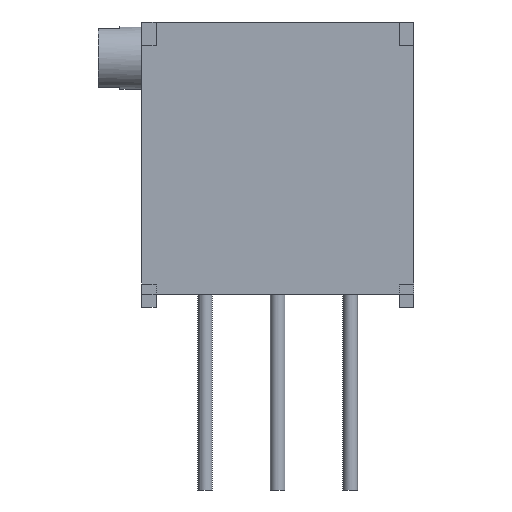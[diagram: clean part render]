
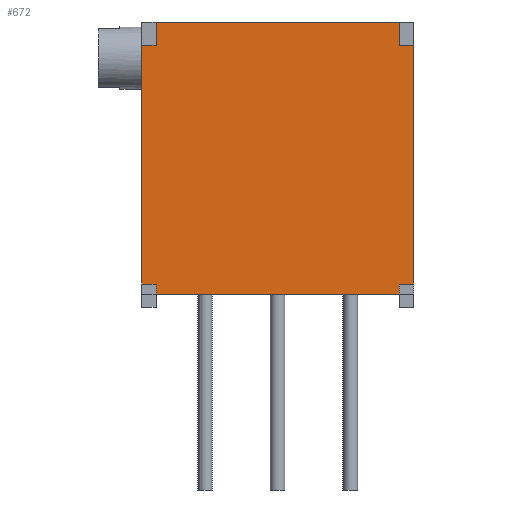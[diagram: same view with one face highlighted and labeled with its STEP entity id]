
A CAD part, left-side view. The second image highlights one B-rep face of the part: STEP entity #672.
In plain terms, the highlighted planar face has unit normal (-1, 0, 0).
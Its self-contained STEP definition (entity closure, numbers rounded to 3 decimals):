
#158 = VERTEX_POINT('',#159);
#159 = CARTESIAN_POINT('',(-3.69,-1.72,9.98));
#277 = VERTEX_POINT('',#278);
#278 = CARTESIAN_POINT('',(-3.69,-2.23,9.17));
#301 = EDGE_CURVE('',#158,#302,#304,.T.);
#302 = VERTEX_POINT('',#303);
#303 = CARTESIAN_POINT('',(-3.69,-1.72,9.17));
#304 = LINE('',#305,#306);
#305 = CARTESIAN_POINT('',(-3.69,-1.72,9.98));
#306 = VECTOR('',#307,1.);
#307 = DIRECTION('',(0.,0.,-1.));
#309 = EDGE_CURVE('',#302,#277,#310,.T.);
#310 = LINE('',#311,#312);
#311 = CARTESIAN_POINT('',(-3.69,-1.72,9.17));
#312 = VECTOR('',#313,1.);
#313 = DIRECTION('',(0.,-1.,0.));
#324 = EDGE_CURVE('',#325,#158,#327,.T.);
#325 = VERTEX_POINT('',#326);
#326 = CARTESIAN_POINT('',(-3.69,6.79,9.98));
#327 = LINE('',#328,#329);
#328 = CARTESIAN_POINT('',(-3.69,7.3,9.98));
#329 = VECTOR('',#330,1.);
#330 = DIRECTION('',(0.,-1.,0.));
#374 = VERTEX_POINT('',#375);
#375 = CARTESIAN_POINT('',(-3.69,-1.72,0.46));
#419 = EDGE_CURVE('',#277,#420,#422,.T.);
#420 = VERTEX_POINT('',#421);
#421 = CARTESIAN_POINT('',(-3.69,-2.23,0.81));
#422 = LINE('',#423,#424);
#423 = CARTESIAN_POINT('',(-3.69,-2.23,9.98));
#424 = VECTOR('',#425,1.);
#425 = DIRECTION('',(0.,0.,-1.));
#498 = EDGE_CURVE('',#499,#501,#503,.T.);
#499 = VERTEX_POINT('',#500);
#500 = CARTESIAN_POINT('',(-3.69,7.3,0.81));
#501 = VERTEX_POINT('',#502);
#502 = CARTESIAN_POINT('',(-3.69,7.3,9.17));
#503 = LINE('',#504,#505);
#504 = CARTESIAN_POINT('',(-3.69,7.3,0.46));
#505 = VECTOR('',#506,1.);
#506 = DIRECTION('',(0.,0.,1.));
#589 = VERTEX_POINT('',#590);
#590 = CARTESIAN_POINT('',(-3.69,6.79,0.46));
#626 = EDGE_CURVE('',#374,#589,#627,.T.);
#627 = LINE('',#628,#629);
#628 = CARTESIAN_POINT('',(-3.69,-2.23,0.46));
#629 = VECTOR('',#630,1.);
#630 = DIRECTION('',(0.,1.,0.));
#672 = ADVANCED_FACE('',(#673),#723,.F.);
#673 = FACE_BOUND('',#674,.F.);
#674 = EDGE_LOOP('',(#675,#683,#684,#692,#698,#699,#707,#713,#714,#715,
    #716,#717));
#675 = ORIENTED_EDGE('',*,*,#676,.T.);
#676 = EDGE_CURVE('',#677,#374,#679,.T.);
#677 = VERTEX_POINT('',#678);
#678 = CARTESIAN_POINT('',(-3.69,-1.72,0.81));
#679 = LINE('',#680,#681);
#680 = CARTESIAN_POINT('',(-3.69,-1.72,0.81));
#681 = VECTOR('',#682,1.);
#682 = DIRECTION('',(0.,0.,-1.));
#683 = ORIENTED_EDGE('',*,*,#626,.T.);
#684 = ORIENTED_EDGE('',*,*,#685,.T.);
#685 = EDGE_CURVE('',#589,#686,#688,.T.);
#686 = VERTEX_POINT('',#687);
#687 = CARTESIAN_POINT('',(-3.69,6.79,0.81));
#688 = LINE('',#689,#690);
#689 = CARTESIAN_POINT('',(-3.69,6.79,0.));
#690 = VECTOR('',#691,1.);
#691 = DIRECTION('',(0.,0.,1.));
#692 = ORIENTED_EDGE('',*,*,#693,.T.);
#693 = EDGE_CURVE('',#686,#499,#694,.T.);
#694 = LINE('',#695,#696);
#695 = CARTESIAN_POINT('',(-3.69,6.79,0.81));
#696 = VECTOR('',#697,1.);
#697 = DIRECTION('',(0.,1.,0.));
#698 = ORIENTED_EDGE('',*,*,#498,.T.);
#699 = ORIENTED_EDGE('',*,*,#700,.T.);
#700 = EDGE_CURVE('',#501,#701,#703,.T.);
#701 = VERTEX_POINT('',#702);
#702 = CARTESIAN_POINT('',(-3.69,6.79,9.17));
#703 = LINE('',#704,#705);
#704 = CARTESIAN_POINT('',(-3.69,7.3,9.17));
#705 = VECTOR('',#706,1.);
#706 = DIRECTION('',(0.,-1.,0.));
#707 = ORIENTED_EDGE('',*,*,#708,.T.);
#708 = EDGE_CURVE('',#701,#325,#709,.T.);
#709 = LINE('',#710,#711);
#710 = CARTESIAN_POINT('',(-3.69,6.79,9.17));
#711 = VECTOR('',#712,1.);
#712 = DIRECTION('',(0.,0.,1.));
#713 = ORIENTED_EDGE('',*,*,#324,.T.);
#714 = ORIENTED_EDGE('',*,*,#301,.T.);
#715 = ORIENTED_EDGE('',*,*,#309,.T.);
#716 = ORIENTED_EDGE('',*,*,#419,.T.);
#717 = ORIENTED_EDGE('',*,*,#718,.T.);
#718 = EDGE_CURVE('',#420,#677,#719,.T.);
#719 = LINE('',#720,#721);
#720 = CARTESIAN_POINT('',(-3.69,-2.23,0.81));
#721 = VECTOR('',#722,1.);
#722 = DIRECTION('',(0.,1.,0.));
#723 = PLANE('',#724);
#724 = AXIS2_PLACEMENT_3D('',#725,#726,#727);
#725 = CARTESIAN_POINT('',(-3.69,2.535,5.22));
#726 = DIRECTION('',(1.,0.,0.));
#727 = DIRECTION('',(0.,0.,-1.));
